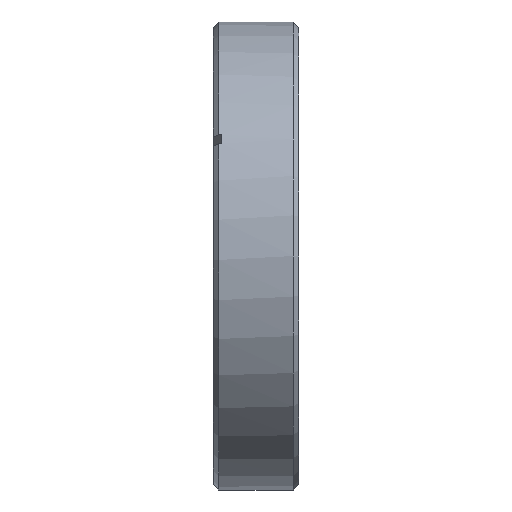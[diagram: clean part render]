
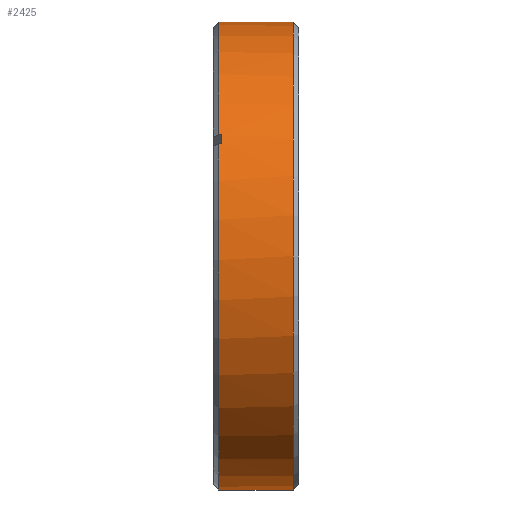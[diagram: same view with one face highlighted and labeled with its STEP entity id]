
A CAD part, left-side view. The second image highlights one B-rep face of the part: STEP entity #2425.
In plain terms, the highlighted cylindrical face has radius 34.925 mm (diameter 69.85 mm), a partial arc.
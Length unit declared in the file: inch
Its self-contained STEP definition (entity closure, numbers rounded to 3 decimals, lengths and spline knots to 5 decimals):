
#12 = EDGE_CURVE ( 'NONE', #2062, #974, #2017, .T. ) ;
#97 = VECTOR ( 'NONE', #2183, 39.37008 ) ;
#101 = CARTESIAN_POINT ( 'NONE',  ( -1.17498, 0.016, 0.71417 ) ) ;
#102 = ORIENTED_EDGE ( 'NONE', *, *, #1534, .F. ) ;
#121 = CARTESIAN_POINT ( 'NONE',  ( -1.20598, 0.016, 0.66048 ) ) ;
#160 = EDGE_CURVE ( 'NONE', #1780, #1015, #1593, .T. ) ;
#230 = LINE ( 'NONE', #1140, #1803 ) ;
#239 = VERTEX_POINT ( 'NONE', #436 ) ;
#371 = ORIENTED_EDGE ( 'NONE', *, *, #12, .F. ) ;
#391 = CIRCLE ( 'NONE', #594, 1.375 ) ;
#436 = CARTESIAN_POINT ( 'NONE',  ( 0., 0.016, 1.375 ) ) ;
#468 = DIRECTION ( 'NONE',  ( 0., 0., -1. ) ) ;
#470 = VERTEX_POINT ( 'NONE', #595 ) ;
#518 = CARTESIAN_POINT ( 'NONE',  ( -1.17498, -0.002, 0.71417 ) ) ;
#558 = EDGE_CURVE ( 'NONE', #2062, #1555, #2238, .T. ) ;
#570 = CIRCLE ( 'NONE', #2093, 1.375 ) ;
#585 = DIRECTION ( 'NONE',  ( 0., -1., 0. ) ) ;
#588 = DIRECTION ( 'NONE',  ( 0., -1., 0. ) ) ;
#590 = CARTESIAN_POINT ( 'NONE',  ( -1.20598, -0.002, 0.66048 ) ) ;
#594 = AXIS2_PLACEMENT_3D ( 'NONE', #2310, #585, #596 ) ;
#595 = CARTESIAN_POINT ( 'NONE',  ( 0., -0.42, 1.375 ) ) ;
#596 = DIRECTION ( 'NONE',  ( 0., 0., -1. ) ) ;
#637 = CARTESIAN_POINT ( 'NONE',  ( 0., -0.002, 0. ) ) ;
#649 = DIRECTION ( 'NONE',  ( 0., 0., -1. ) ) ;
#697 = DIRECTION ( 'NONE',  ( 0., -1., 0. ) ) ;
#709 = ORIENTED_EDGE ( 'NONE', *, *, #2268, .T. ) ;
#810 = DIRECTION ( 'NONE',  ( 0., -1., 0. ) ) ;
#855 = ORIENTED_EDGE ( 'NONE', *, *, #1440, .T. ) ;
#931 = VECTOR ( 'NONE', #588, 39.37008 ) ;
#974 = VERTEX_POINT ( 'NONE', #518 ) ;
#976 = LINE ( 'NONE', #1524, #931 ) ;
#1015 = VERTEX_POINT ( 'NONE', #1091 ) ;
#1039 = DIRECTION ( 'NONE',  ( 0., 0., -1. ) ) ;
#1091 = CARTESIAN_POINT ( 'NONE',  ( 0., -0.42, -1.375 ) ) ;
#1140 = CARTESIAN_POINT ( 'NONE',  ( 0., 0., 1.375 ) ) ;
#1170 = VECTOR ( 'NONE', #1261, 39.37008 ) ;
#1192 = DIRECTION ( 'NONE',  ( 0., -1., 0. ) ) ;
#1207 = DIRECTION ( 'NONE',  ( 0., 0., 1. ) ) ;
#1261 = DIRECTION ( 'NONE',  ( 0., 1., 0. ) ) ;
#1373 = AXIS2_PLACEMENT_3D ( 'NONE', #637, #1382, #1207 ) ;
#1381 = CARTESIAN_POINT ( 'NONE',  ( 0., 0., 0. ) ) ;
#1382 = DIRECTION ( 'NONE',  ( 0., 1., 0. ) ) ;
#1404 = CARTESIAN_POINT ( 'NONE',  ( 0., -0.42, 0. ) ) ;
#1440 = EDGE_CURVE ( 'NONE', #239, #1764, #391, .T. ) ;
#1449 = CARTESIAN_POINT ( 'NONE',  ( -1.20598, 0., 0.66048 ) ) ;
#1524 = CARTESIAN_POINT ( 'NONE',  ( -1.17498, 0., 0.71417 ) ) ;
#1534 = EDGE_CURVE ( 'NONE', #470, #1015, #2413, .T. ) ;
#1555 = VERTEX_POINT ( 'NONE', #121 ) ;
#1568 = AXIS2_PLACEMENT_3D ( 'NONE', #1404, #697, #1039 ) ;
#1574 = ORIENTED_EDGE ( 'NONE', *, *, #160, .T. ) ;
#1593 = LINE ( 'NONE', #2199, #97 ) ;
#1598 = CARTESIAN_POINT ( 'NONE',  ( 0., 0.016, 0. ) ) ;
#1753 = ORIENTED_EDGE ( 'NONE', *, *, #2218, .F. ) ;
#1764 = VERTEX_POINT ( 'NONE', #101 ) ;
#1780 = VERTEX_POINT ( 'NONE', #2206 ) ;
#1803 = VECTOR ( 'NONE', #810, 39.37008 ) ;
#1972 = FACE_OUTER_BOUND ( 'NONE', #2273, .T. ) ;
#2000 = CYLINDRICAL_SURFACE ( 'NONE', #2175, 1.375 ) ;
#2017 = CIRCLE ( 'NONE', #1373, 1.375 ) ;
#2062 = VERTEX_POINT ( 'NONE', #590 ) ;
#2093 = AXIS2_PLACEMENT_3D ( 'NONE', #1598, #2364, #649 ) ;
#2173 = EDGE_CURVE ( 'NONE', #1555, #1780, #570, .T. ) ;
#2175 = AXIS2_PLACEMENT_3D ( 'NONE', #1381, #1192, #468 ) ;
#2183 = DIRECTION ( 'NONE',  ( 0., -1., 0. ) ) ;
#2199 = CARTESIAN_POINT ( 'NONE',  ( 0., 0., -1.375 ) ) ;
#2206 = CARTESIAN_POINT ( 'NONE',  ( 0., 0.016, -1.375 ) ) ;
#2213 = ORIENTED_EDGE ( 'NONE', *, *, #558, .T. ) ;
#2218 = EDGE_CURVE ( 'NONE', #239, #470, #230, .T. ) ;
#2238 = LINE ( 'NONE', #1449, #1170 ) ;
#2268 = EDGE_CURVE ( 'NONE', #1764, #974, #976, .T. ) ;
#2273 = EDGE_LOOP ( 'NONE', ( #1753, #855, #709, #371, #2213, #2462, #1574, #102 ) ) ;
#2310 = CARTESIAN_POINT ( 'NONE',  ( 0., 0.016, 0. ) ) ;
#2364 = DIRECTION ( 'NONE',  ( 0., -1., 0. ) ) ;
#2413 = CIRCLE ( 'NONE', #1568, 1.375 ) ;
#2425 = ADVANCED_FACE ( 'NONE', ( #1972 ), #2000, .T. ) ;
#2462 = ORIENTED_EDGE ( 'NONE', *, *, #2173, .T. ) ;
